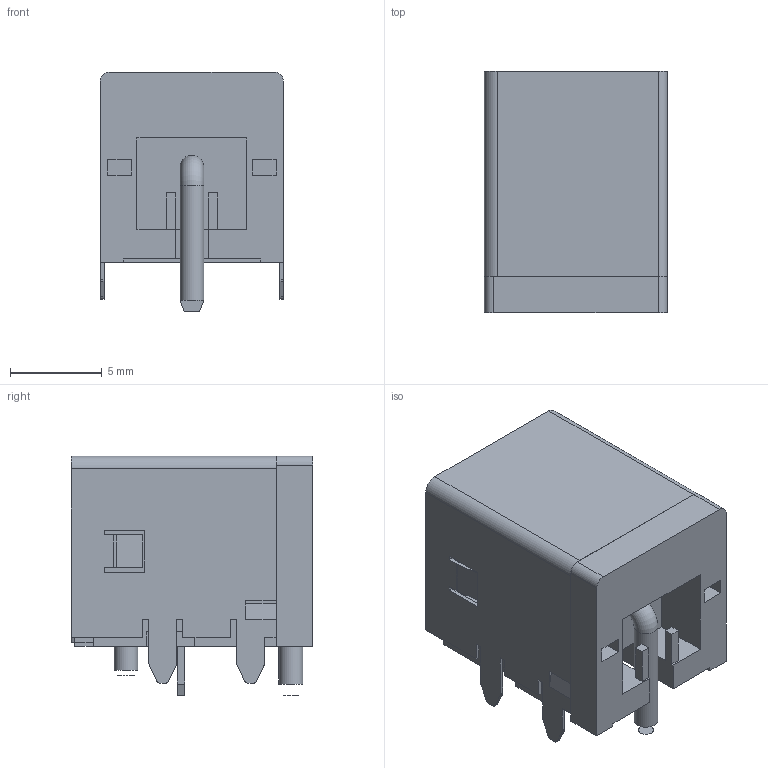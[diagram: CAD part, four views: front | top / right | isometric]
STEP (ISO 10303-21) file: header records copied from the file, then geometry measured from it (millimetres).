
FILE_DESCRIPTION(/* description */ ('Designed by EasyEDA Pro'),/* implementation_level */ '2;1');
FILE_NAME(/* name */ 'DC-005P.step',/* time_stamp */ '2025-04-23T14:30:16+08:00',/* author */ (''),/* organization */ (''),/* preprocessor_version */ 'ST-DEVELOPER v20.1',/* originating_system */ 'Autodesk Translation Framework v14.4.0.0',/* authorisation */ '');
FILE_SCHEMA (('AUTOMOTIVE_DESIGN { 1 0 10303 214 3 1 1 }'));
Length unit declared in the file: millimetre
Products named in the file (4): nRCl-PCBModel; nRCl-Board; nRCl-DC1-DC-IN-TH_HC-DC-007B-2.0; COMPOUND
Assembly tree (3 placements, depth 3):
  nRCl-PCBModel
    nRCl-Board
    nRCl-DC1-DC-IN-TH_HC-DC-007B-2.0
      COMPOUND
Bounding box: 10.01 x 13.2 x 13.1 mm (x, y, z)
Volume: 1050.6 mm3; surface area: 1966 mm2
Topology: 3 solids, 3 shells, 501 faces, 1380 edges, 909 vertices
Faces by surface type: plane 341, bspline 100, cylinder 51, torus 7, cone 2
Full cylindrical faces by diameter (mm): 1.3 x3, 2 x1, 6.51 x1
Entity records: 17108 total; most frequent: CARTESIAN_POINT 4017, ORIENTED_EDGE 2760, DIRECTION 2301, EDGE_CURVE 1380, LINE 1051, VECTOR 1051, VERTEX_POINT 909, AXIS2_PLACEMENT_3D 625
